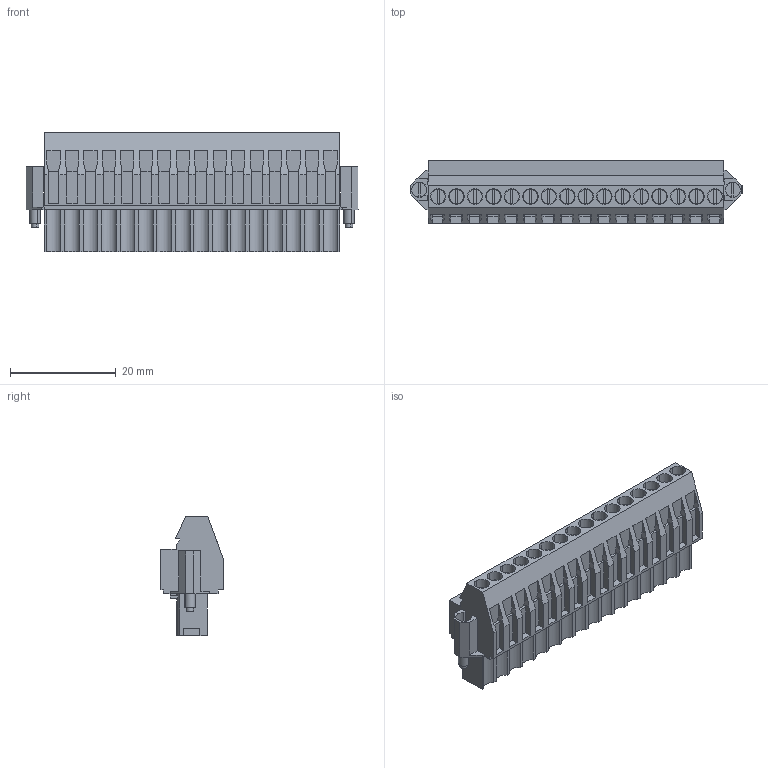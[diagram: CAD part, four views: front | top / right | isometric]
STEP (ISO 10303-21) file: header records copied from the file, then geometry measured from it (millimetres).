
FILE_DESCRIPTION(('CATIA V5 STEP Exchange','CAx-IF Rec.Pracs.--- Model Styling and Organization---1.2---2011-12-15'),'2;1');
FILE_NAME ('D1454079_0_1639380000_1639380000.stp','2017-04-18T07:33:04+00:00',('none'),('Weidmueller'),'CATIA Version 5-6 Release 2014','CATIA V5 STEP AP214','none');
FILE_SCHEMA(('AUTOMOTIVE_DESIGN { 1 0 10303 214 1 1 1 1 }'));
Length unit declared in the file: millimetre
Products named in the file (1): 1639380000
Bounding box: 62.94 x 11.83 x 22.6 mm (x, y, z)
Volume: 8757.2 mm3; surface area: 6986.3 mm2
Topology: 19 solids, 19 shells, 982 faces, 2700 edges, 1825 vertices
Faces by surface type: plane 833, cylinder 149
Entity records: 29060 total; most frequent: CARTESIAN_POINT 5406, ORIENTED_EDGE 5400, DIRECTION 3924, EDGE_CURVE 2700, VECTOR 2234, LINE 2234, VERTEX_POINT 1825, AXIS2_PLACEMENT_3D 1059
